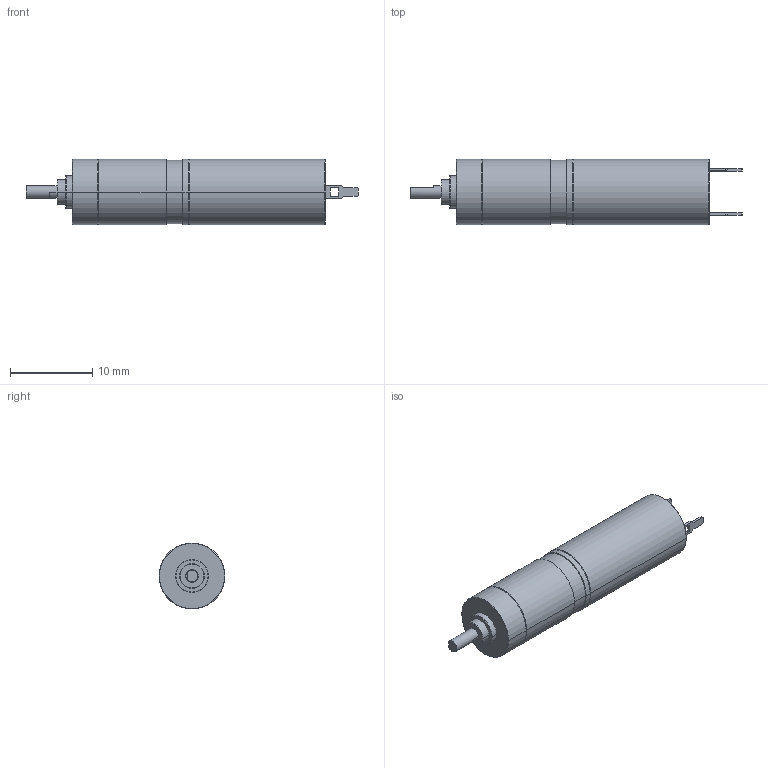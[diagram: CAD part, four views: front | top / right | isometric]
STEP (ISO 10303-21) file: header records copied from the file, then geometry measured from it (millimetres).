
FILE_DESCRIPTION((''),'2;1');
FILE_NAME('4696320000811_SW0001','2023-04-23T15:34:56',('BU5.RD'),(''),'CREO PARAMETRIC BY PTC INC, 2018100','CREO PARAMETRIC BY PTC INC, 2018100','');
FILE_SCHEMA(('CONFIG_CONTROL_DESIGN'));
Length unit declared in the file: millimetre
Products named in the file (1): 4696320000811_SW0001
Bounding box: 40.33 x 8 x 8 mm (x, y, z)
Volume: 1561.2 mm3; surface area: 984.1 mm2
Topology: 1 solids, 2 shells, 107 faces, 253 edges, 162 vertices
Faces by surface type: plane 58, cylinder 28, cone 21
Entity records: 3116 total; most frequent: DIRECTION 544, CARTESIAN_POINT 528, ORIENTED_EDGE 506, EDGE_CURVE 253, AXIS2_PLACEMENT_3D 186, VECTOR 172, LINE 172, VERTEX_POINT 162
